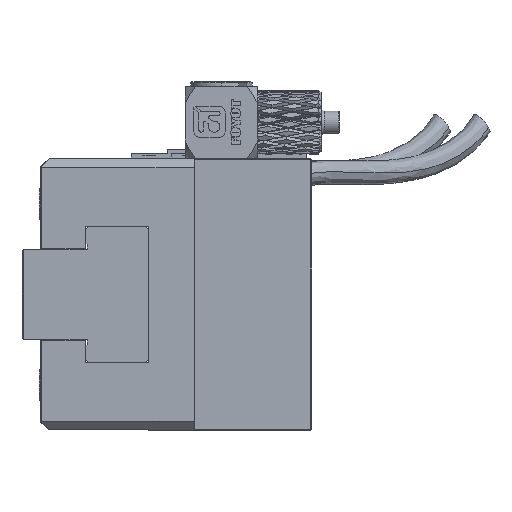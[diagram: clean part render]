
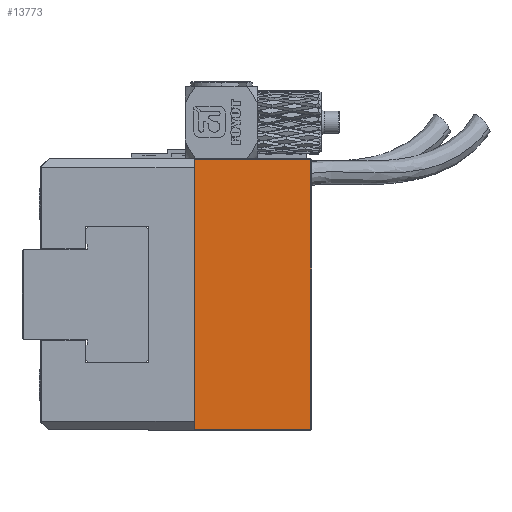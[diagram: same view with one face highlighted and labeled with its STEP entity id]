
A CAD part, left-side view. The second image highlights one B-rep face of the part: STEP entity #13773.
In plain terms, the highlighted planar face has unit normal (-1, 0, 0).
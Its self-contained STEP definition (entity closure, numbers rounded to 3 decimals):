
#219 = EDGE_CURVE ( 'NONE', #48423, #5420, #6696, .T. ) ;
#3120 = VECTOR ( 'NONE', #34433, 1000. ) ;
#3643 = LINE ( 'NONE', #91258, #26822 ) ;
#5420 = VERTEX_POINT ( 'NONE', #45913 ) ;
#6366 = CARTESIAN_POINT ( 'NONE',  ( -21., 0., -15. ) ) ;
#6696 = LINE ( 'NONE', #22958, #3120 ) ;
#7064 = FACE_OUTER_BOUND ( 'NONE', #77684, .T. ) ;
#13518 = ORIENTED_EDGE ( 'NONE', *, *, #27681, .T. ) ;
#13773 = ADVANCED_FACE ( 'NONE', ( #7064 ), #132066, .F. ) ;
#15826 = CARTESIAN_POINT ( 'NONE',  ( -21., 13., -14.85 ) ) ;
#22958 = CARTESIAN_POINT ( 'NONE',  ( -21., 13., -15. ) ) ;
#22980 = DIRECTION ( 'NONE',  ( 0., 0., 1. ) ) ;
#26822 = VECTOR ( 'NONE', #22980, 1000. ) ;
#27681 = EDGE_CURVE ( 'NONE', #82995, #143873, #3643, .T. ) ;
#28054 = ORIENTED_EDGE ( 'NONE', *, *, #75797, .T. ) ;
#34433 = DIRECTION ( 'NONE',  ( 0., 0., 1. ) ) ;
#43968 = DIRECTION ( 'NONE',  ( 0., 1., 0. ) ) ;
#45913 = CARTESIAN_POINT ( 'NONE',  ( -21., 13., 14.85 ) ) ;
#48423 = VERTEX_POINT ( 'NONE', #15826 ) ;
#50627 = CARTESIAN_POINT ( 'NONE',  ( -21., 0., -14.85 ) ) ;
#54765 = CARTESIAN_POINT ( 'NONE',  ( -21., 0.15, -14.85 ) ) ;
#63714 = DIRECTION ( 'NONE',  ( 1., 0., 0. ) ) ;
#64602 = CARTESIAN_POINT ( 'NONE',  ( -21., 0.15, 14.85 ) ) ;
#65174 = ORIENTED_EDGE ( 'NONE', *, *, #105641, .T. ) ;
#73031 = VECTOR ( 'NONE', #43968, 1000. ) ;
#75797 = EDGE_CURVE ( 'NONE', #143873, #5420, #140935, .T. ) ;
#77684 = EDGE_LOOP ( 'NONE', ( #65174, #13518, #28054, #112413 ) ) ;
#82995 = VERTEX_POINT ( 'NONE', #54765 ) ;
#91258 = CARTESIAN_POINT ( 'NONE',  ( -21., 0.15, 14.85 ) ) ;
#91662 = AXIS2_PLACEMENT_3D ( 'NONE', #6366, #63714, #143577 ) ;
#105641 = EDGE_CURVE ( 'NONE', #48423, #82995, #131653, .T. ) ;
#112413 = ORIENTED_EDGE ( 'NONE', *, *, #219, .F. ) ;
#123750 = CARTESIAN_POINT ( 'NONE',  ( -21., 0., 14.85 ) ) ;
#130419 = DIRECTION ( 'NONE',  ( 0., -1., 0. ) ) ;
#131653 = LINE ( 'NONE', #50627, #135280 ) ;
#132066 = PLANE ( 'NONE',  #91662 ) ;
#135280 = VECTOR ( 'NONE', #130419, 1000. ) ;
#140935 = LINE ( 'NONE', #123750, #73031 ) ;
#143577 = DIRECTION ( 'NONE',  ( 0., 0., -1. ) ) ;
#143873 = VERTEX_POINT ( 'NONE', #64602 ) ;
